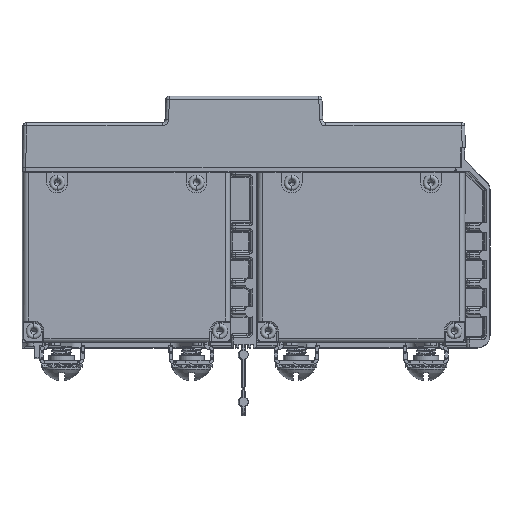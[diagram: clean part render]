
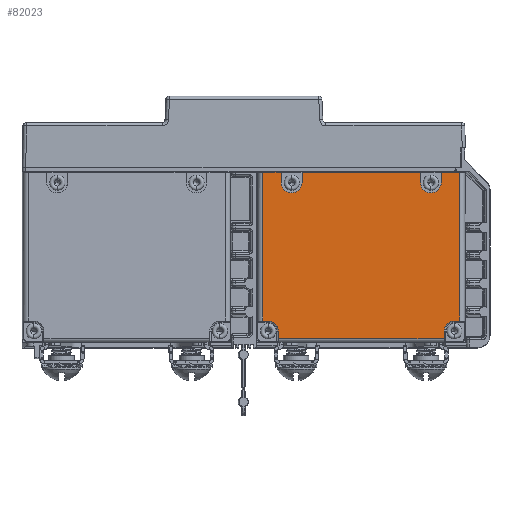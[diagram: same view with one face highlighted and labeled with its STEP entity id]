
A CAD part, top view. The second image highlights one B-rep face of the part: STEP entity #82023.
In plain terms, the highlighted planar face has unit normal (0.006, 0, 1).
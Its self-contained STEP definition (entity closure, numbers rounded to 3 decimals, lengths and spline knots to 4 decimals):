
#3575=DIRECTION('',(1.,0.,-0.006));
#3576=VECTOR('',#3575,1.59);
#3577=CARTESIAN_POINT('',(3.0667,0.7449,
-0.0688));
#3578=LINE('',#3577,#3576);
#3593=DIRECTION('',(-1.,0.,0.006));
#3594=VECTOR('',#3593,0.1794);
#3595=CARTESIAN_POINT('',(3.0937,2.3415,
-0.069));
#3596=LINE('',#3595,#3594);
#3597=DIRECTION('',(0.,-1.,0.));
#3598=VECTOR('',#3597,0.0985);
#3599=CARTESIAN_POINT('',(3.0937,2.3415,
-0.069));
#3600=LINE('',#3599,#3598);
#3601=CARTESIAN_POINT('',(3.1937,2.243,
-0.0697));
#3602=DIRECTION('',(0.006,0.,1.));
#3603=DIRECTION('',(-1.,0.,0.006));
#3604=AXIS2_PLACEMENT_3D('',#3601,#3602,#3603);
#3606=DIRECTION('',(0.,-1.,0.));
#3607=VECTOR('',#3606,0.0985);
#3608=CARTESIAN_POINT('',(3.2937,2.3415,
-0.0703));
#3609=LINE('',#3608,#3607);
#3610=DIRECTION('',(-1.,0.,0.006));
#3611=VECTOR('',#3610,1.136);
#3612=CARTESIAN_POINT('',(4.4297,2.3415,
-0.0777));
#3613=LINE('',#3612,#3611);
#3614=DIRECTION('',(0.,-1.,0.));
#3615=VECTOR('',#3614,0.0985);
#3616=CARTESIAN_POINT('',(4.4297,2.3415,
-0.0777));
#3617=LINE('',#3616,#3615);
#3618=CARTESIAN_POINT('',(4.5297,2.243,
-0.0783));
#3619=DIRECTION('',(0.006,0.,1.));
#3620=DIRECTION('',(-1.,0.,0.006));
#3621=AXIS2_PLACEMENT_3D('',#3618,#3619,#3620);
#3623=DIRECTION('',(0.,-1.,0.));
#3624=VECTOR('',#3623,0.0985);
#3625=CARTESIAN_POINT('',(4.6297,2.3415,
-0.079));
#3626=LINE('',#3625,#3624);
#3627=DIRECTION('',(-1.,0.,0.006));
#3628=VECTOR('',#3627,0.1794);
#3629=CARTESIAN_POINT('',(4.809,2.3415,
-0.0801));
#3630=LINE('',#3629,#3628);
#3631=DIRECTION('',(1.,0.,-0.006));
#3632=VECTOR('',#3631,0.0544);
#3633=CARTESIAN_POINT('',(4.7547,0.913,
-0.0798));
#3634=LINE('',#3633,#3632);
#3635=CARTESIAN_POINT('',(4.7547,0.815,
-0.0798));
#3636=DIRECTION('',(0.006,0.,1.));
#3637=DIRECTION('',(0.,1.,0.));
#3638=AXIS2_PLACEMENT_3D('',#3635,#3636,#3637);
#3640=DIRECTION('',(0.,1.,0.));
#3641=VECTOR('',#3640,0.0701);
#3642=CARTESIAN_POINT('',(4.6567,0.7449,
-0.0792));
#3643=LINE('',#3642,#3641);
#3644=DIRECTION('',(0.,1.,0.));
#3645=VECTOR('',#3644,0.0701);
#3646=CARTESIAN_POINT('',(3.0667,0.7449,
-0.0688));
#3647=LINE('',#3646,#3645);
#3648=CARTESIAN_POINT('',(2.9687,0.815,
-0.0682));
#3649=DIRECTION('',(0.006,0.,1.));
#3650=DIRECTION('',(1.,0.,-0.006));
#3651=AXIS2_PLACEMENT_3D('',#3648,#3649,#3650);
#3653=DIRECTION('',(-1.,0.,0.006));
#3654=VECTOR('',#3653,0.0544);
#3655=CARTESIAN_POINT('',(2.9687,0.913,
-0.0682));
#3656=LINE('',#3655,#3654);
#3674=DIRECTION('',(0.,-1.,0.));
#3675=VECTOR('',#3674,1.4285);
#3676=CARTESIAN_POINT('',(2.9144,2.3415,
-0.0679));
#3677=LINE('',#3676,#3675);
#44824=DIRECTION('',(0.,1.,0.));
#44825=VECTOR('',#44824,1.4285);
#44826=CARTESIAN_POINT('',(4.809,0.913,
-0.0801));
#44827=LINE('',#44826,#44825);
#69397=CARTESIAN_POINT('',(4.4297,2.243,
-0.0777));
#69398=CARTESIAN_POINT('',(4.6297,2.243,
-0.079));
#69399=VERTEX_POINT('',#69397);
#69400=VERTEX_POINT('',#69398);
#69401=CARTESIAN_POINT('',(3.0937,2.243,
-0.069));
#69402=CARTESIAN_POINT('',(3.2937,2.243,
-0.0703));
#69403=VERTEX_POINT('',#69401);
#69404=VERTEX_POINT('',#69402);
#69405=CARTESIAN_POINT('',(4.7547,0.913,
-0.0798));
#69406=CARTESIAN_POINT('',(4.6567,0.815,
-0.0792));
#69407=VERTEX_POINT('',#69405);
#69408=VERTEX_POINT('',#69406);
#69409=CARTESIAN_POINT('',(3.0667,0.815,
-0.0688));
#69410=CARTESIAN_POINT('',(2.9687,0.913,
-0.0682));
#69411=VERTEX_POINT('',#69409);
#69412=VERTEX_POINT('',#69410);
#69467=CARTESIAN_POINT('',(4.6297,2.3415,
-0.079));
#69468=VERTEX_POINT('',#69467);
#69469=CARTESIAN_POINT('',(4.4297,2.3415,
-0.0777));
#69470=VERTEX_POINT('',#69469);
#69471=CARTESIAN_POINT('',(3.2937,2.3415,
-0.0703));
#69472=VERTEX_POINT('',#69471);
#69473=CARTESIAN_POINT('',(3.0937,2.3415,
-0.069));
#69474=VERTEX_POINT('',#69473);
#69505=CARTESIAN_POINT('',(2.9144,2.3415,
-0.0679));
#69506=CARTESIAN_POINT('',(2.9144,0.913,
-0.0679));
#69507=VERTEX_POINT('',#69505);
#69508=VERTEX_POINT('',#69506);
#69510=CARTESIAN_POINT('',(3.0667,0.7449,
-0.0688));
#69511=CARTESIAN_POINT('',(4.6567,0.7449,
-0.0792));
#69512=VERTEX_POINT('',#69510);
#69513=VERTEX_POINT('',#69511);
#69518=CARTESIAN_POINT('',(4.809,0.913,
-0.0801));
#69519=CARTESIAN_POINT('',(4.809,2.3415,
-0.0801));
#69520=VERTEX_POINT('',#69518);
#69521=VERTEX_POINT('',#69519);
#81982=CARTESIAN_POINT('',(4.0817,2.193,
-0.0754));
#81983=DIRECTION('',(-0.006,0.,-1.));
#81984=DIRECTION('',(-1.,0.,0.006));
#81985=AXIS2_PLACEMENT_3D('',#81982,#81983,#81984);
#81986=PLANE('',#81985);
#81988=ORIENTED_EDGE('',*,*,#81987,.F.);
#81990=ORIENTED_EDGE('',*,*,#81989,.F.);
#81992=ORIENTED_EDGE('',*,*,#81991,.T.);
#81994=ORIENTED_EDGE('',*,*,#81993,.T.);
#81996=ORIENTED_EDGE('',*,*,#81995,.F.);
#81998=ORIENTED_EDGE('',*,*,#81997,.F.);
#82000=ORIENTED_EDGE('',*,*,#81999,.T.);
#82002=ORIENTED_EDGE('',*,*,#82001,.T.);
#82004=ORIENTED_EDGE('',*,*,#82003,.F.);
#82006=ORIENTED_EDGE('',*,*,#82005,.F.);
#82008=ORIENTED_EDGE('',*,*,#82007,.F.);
#82010=ORIENTED_EDGE('',*,*,#82009,.F.);
#82012=ORIENTED_EDGE('',*,*,#82011,.T.);
#82013=ORIENTED_EDGE('',*,*,#81961,.F.);
#82014=ORIENTED_EDGE('',*,*,#81973,.F.);
#82016=ORIENTED_EDGE('',*,*,#82015,.T.);
#82018=ORIENTED_EDGE('',*,*,#82017,.T.);
#82020=ORIENTED_EDGE('',*,*,#82019,.T.);
#82021=EDGE_LOOP('',(#81988,#81990,#81992,#81994,#81996,#81998,#82000,#82002,
#82004,#82006,#82008,#82010,#82012,#82013,#82014,#82016,#82018,#82020));
#82022=FACE_OUTER_BOUND('',#82021,.F.);
#3605=CIRCLE('',#3604,0.1);
#3622=CIRCLE('',#3621,0.1);
#3639=CIRCLE('',#3638,0.098);
#3652=CIRCLE('',#3651,0.098);
#81961=EDGE_CURVE('',#69513,#69408,#3643,.T.);
#81973=EDGE_CURVE('',#69512,#69513,#3578,.T.);
#81987=EDGE_CURVE('',#69507,#69508,#3677,.T.);
#81989=EDGE_CURVE('',#69474,#69507,#3596,.T.);
#81991=EDGE_CURVE('',#69474,#69403,#3600,.T.);
#81993=EDGE_CURVE('',#69403,#69404,#3605,.T.);
#81995=EDGE_CURVE('',#69472,#69404,#3609,.T.);
#81997=EDGE_CURVE('',#69470,#69472,#3613,.T.);
#81999=EDGE_CURVE('',#69470,#69399,#3617,.T.);
#82001=EDGE_CURVE('',#69399,#69400,#3622,.T.);
#82003=EDGE_CURVE('',#69468,#69400,#3626,.T.);
#82005=EDGE_CURVE('',#69521,#69468,#3630,.T.);
#82007=EDGE_CURVE('',#69520,#69521,#44827,.T.);
#82009=EDGE_CURVE('',#69407,#69520,#3634,.T.);
#82011=EDGE_CURVE('',#69407,#69408,#3639,.T.);
#82015=EDGE_CURVE('',#69512,#69411,#3647,.T.);
#82017=EDGE_CURVE('',#69411,#69412,#3652,.T.);
#82019=EDGE_CURVE('',#69412,#69508,#3656,.T.);
#82023=ADVANCED_FACE('',(#82022),#81986,.F.);
